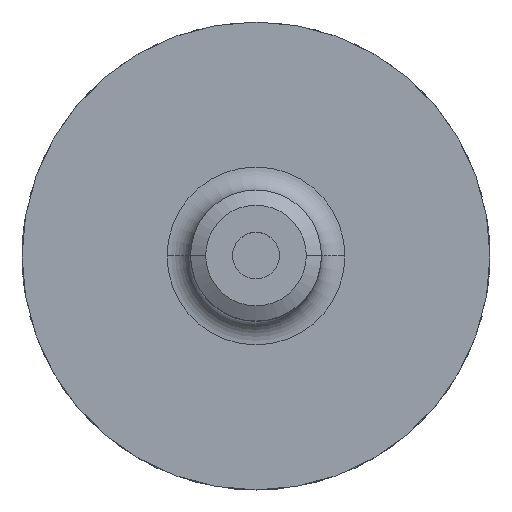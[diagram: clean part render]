
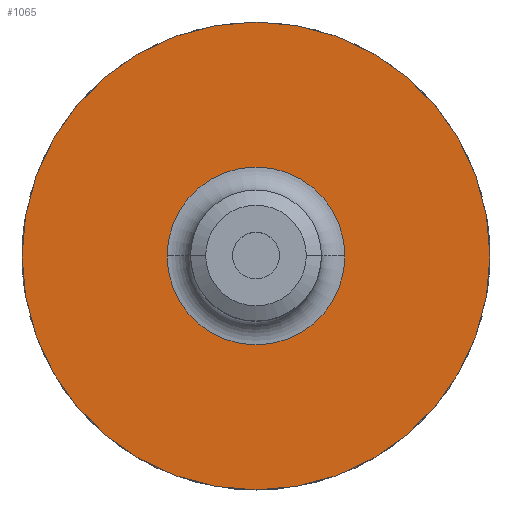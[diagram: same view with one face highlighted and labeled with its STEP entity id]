
A CAD part, top view. The second image highlights one B-rep face of the part: STEP entity #1065.
In plain terms, the highlighted planar face has unit normal (0, 0, 1).
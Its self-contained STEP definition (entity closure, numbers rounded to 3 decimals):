
#71 = DIRECTION ( 'NONE',  ( -1., 0., 0. ) ) ;
#110 = CARTESIAN_POINT ( 'NONE',  ( 50., 0., 38. ) ) ;
#157 = DIRECTION ( 'NONE',  ( 0., 0., -1. ) ) ;
#176 = VERTEX_POINT ( 'NONE', #110 ) ;
#225 = EDGE_CURVE ( 'NONE', #442, #1517, #1888, .T. ) ;
#233 = ORIENTED_EDGE ( 'NONE', *, *, #225, .T. ) ;
#304 = DIRECTION ( 'NONE',  ( -1., 0., 0. ) ) ;
#322 = CARTESIAN_POINT ( 'NONE',  ( 0., 0., 38. ) ) ;
#442 = VERTEX_POINT ( 'NONE', #1354 ) ;
#560 = DIRECTION ( 'NONE',  ( -1., 0., 0. ) ) ;
#580 = CARTESIAN_POINT ( 'NONE',  ( 0., 0., 38. ) ) ;
#618 = DIRECTION ( 'NONE',  ( -1., 0., 0. ) ) ;
#634 = CIRCLE ( 'NONE', #767, 50. ) ;
#669 = CARTESIAN_POINT ( 'NONE',  ( 0., 0., 38. ) ) ;
#721 = AXIS2_PLACEMENT_3D ( 'NONE', #322, #1834, #618 ) ;
#752 = CIRCLE ( 'NONE', #1835, 50. ) ;
#767 = AXIS2_PLACEMENT_3D ( 'NONE', #1042, #157, #304 ) ;
#816 = ORIENTED_EDGE ( 'NONE', *, *, #970, .F. ) ;
#841 = ORIENTED_EDGE ( 'NONE', *, *, #1227, .F. ) ;
#904 = EDGE_CURVE ( 'NONE', #1517, #442, #1439, .T. ) ;
#910 = PLANE ( 'NONE',  #721 ) ;
#948 = EDGE_LOOP ( 'NONE', ( #816, #841 ) ) ;
#970 = EDGE_CURVE ( 'NONE', #1060, #176, #634, .T. ) ;
#1022 = DIRECTION ( 'NONE',  ( -1., 0., 0. ) ) ;
#1042 = CARTESIAN_POINT ( 'NONE',  ( 0., 0., 38. ) ) ;
#1060 = VERTEX_POINT ( 'NONE', #1683 ) ;
#1065 = ADVANCED_FACE ( 'NONE', ( #1093, #1463 ), #910, .F. ) ;
#1093 = FACE_BOUND ( 'NONE', #1573, .T. ) ;
#1154 = AXIS2_PLACEMENT_3D ( 'NONE', #1155, #1305, #560 ) ;
#1155 = CARTESIAN_POINT ( 'NONE',  ( 0., 0., 38. ) ) ;
#1158 = CARTESIAN_POINT ( 'NONE',  ( 19., 0., 38. ) ) ;
#1227 = EDGE_CURVE ( 'NONE', #176, #1060, #752, .T. ) ;
#1305 = DIRECTION ( 'NONE',  ( 0., 0., -1. ) ) ;
#1354 = CARTESIAN_POINT ( 'NONE',  ( -19., 0., 38. ) ) ;
#1439 = CIRCLE ( 'NONE', #1532, 19. ) ;
#1463 = FACE_OUTER_BOUND ( 'NONE', #948, .T. ) ;
#1517 = VERTEX_POINT ( 'NONE', #1158 ) ;
#1532 = AXIS2_PLACEMENT_3D ( 'NONE', #580, #1651, #1022 ) ;
#1573 = EDGE_LOOP ( 'NONE', ( #233, #1697 ) ) ;
#1651 = DIRECTION ( 'NONE',  ( 0., 0., -1. ) ) ;
#1683 = CARTESIAN_POINT ( 'NONE',  ( -50., 0., 38. ) ) ;
#1697 = ORIENTED_EDGE ( 'NONE', *, *, #904, .T. ) ;
#1834 = DIRECTION ( 'NONE',  ( 0., 0., -1. ) ) ;
#1835 = AXIS2_PLACEMENT_3D ( 'NONE', #669, #1870, #71 ) ;
#1870 = DIRECTION ( 'NONE',  ( 0., 0., -1. ) ) ;
#1888 = CIRCLE ( 'NONE', #1154, 19. ) ;
